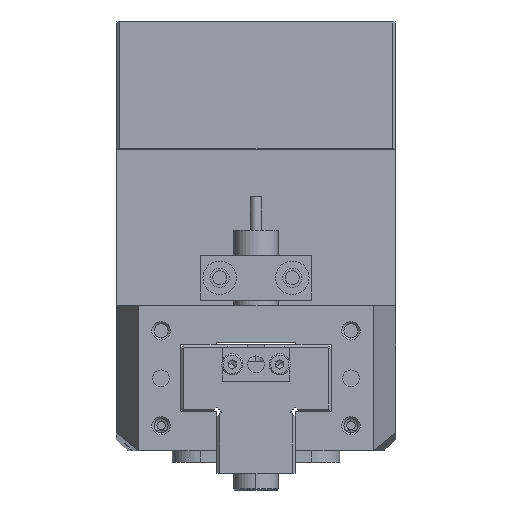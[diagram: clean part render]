
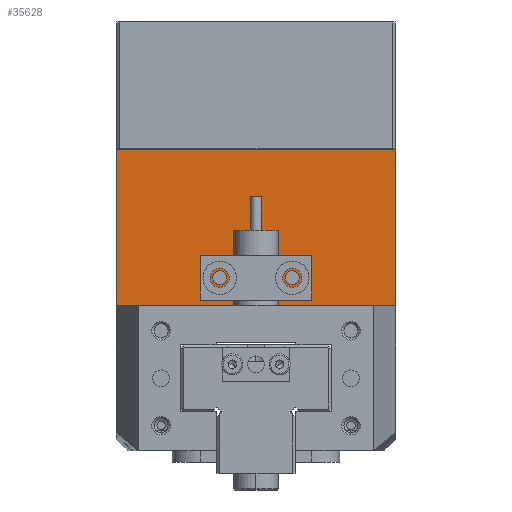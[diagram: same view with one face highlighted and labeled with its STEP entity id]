
A CAD part, left-side view. The second image highlights one B-rep face of the part: STEP entity #35628.
In plain terms, the highlighted planar face has unit normal (-1, 0, 0).
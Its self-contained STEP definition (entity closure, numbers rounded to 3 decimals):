
#257 = AXIS2_PLACEMENT_3D ( 'NONE', #12529, #30948, #15344 ) ;
#1048 = CARTESIAN_POINT ( 'NONE',  ( -33.185, 12.52, 104.161 ) ) ;
#2966 = CARTESIAN_POINT ( 'NONE',  ( -33.185, 12.52, 105.411 ) ) ;
#3190 = PLANE ( 'NONE',  #6764 ) ;
#3278 = EDGE_CURVE ( 'NONE', #13302, #26576, #38272, .T. ) ;
#3491 = CARTESIAN_POINT ( 'NONE',  ( -33.185, -0.48, 102.911 ) ) ;
#4101 = FACE_OUTER_BOUND ( 'NONE', #27188, .T. ) ;
#5196 = CIRCLE ( 'NONE', #9967, 1.25 ) ;
#5214 = VERTEX_POINT ( 'NONE', #21250 ) ;
#5731 = VECTOR ( 'NONE', #24416, 1000. ) ;
#6764 = AXIS2_PLACEMENT_3D ( 'NONE', #9165, #28678, #39959 ) ;
#8022 = VERTEX_POINT ( 'NONE', #24235 ) ;
#8343 = CIRCLE ( 'NONE', #16419, 1.25 ) ;
#8887 = CARTESIAN_POINT ( 'NONE',  ( -33.185, -0.48, 105.411 ) ) ;
#9165 = CARTESIAN_POINT ( 'NONE',  ( -33.185, -18.98, 99.161 ) ) ;
#9952 = FACE_BOUND ( 'NONE', #17551, .T. ) ;
#9967 = AXIS2_PLACEMENT_3D ( 'NONE', #1048, #28819, #10392 ) ;
#10392 = DIRECTION ( 'NONE',  ( 0., 0., 1. ) ) ;
#11782 = ORIENTED_EDGE ( 'NONE', *, *, #12047, .T. ) ;
#12047 = EDGE_CURVE ( 'NONE', #5214, #21215, #20181, .T. ) ;
#12529 = CARTESIAN_POINT ( 'NONE',  ( -33.185, 12.52, 104.161 ) ) ;
#13301 = FACE_BOUND ( 'NONE', #36644, .T. ) ;
#13302 = VERTEX_POINT ( 'NONE', #2966 ) ;
#14848 = LINE ( 'NONE', #27051, #30268 ) ;
#15126 = DIRECTION ( 'NONE',  ( -1., 0., 0. ) ) ;
#15344 = DIRECTION ( 'NONE',  ( 0., 0., 1. ) ) ;
#15661 = EDGE_CURVE ( 'NONE', #5214, #20304, #19116, .T. ) ;
#16067 = VECTOR ( 'NONE', #32927, 1000. ) ;
#16419 = AXIS2_PLACEMENT_3D ( 'NONE', #33552, #15126, #24144 ) ;
#17474 = VERTEX_POINT ( 'NONE', #8887 ) ;
#17551 = EDGE_LOOP ( 'NONE', ( #32866, #39695 ) ) ;
#18756 = DIRECTION ( 'NONE',  ( -1., 0., 0. ) ) ;
#18866 = ORIENTED_EDGE ( 'NONE', *, *, #15661, .F. ) ;
#19116 = LINE ( 'NONE', #35033, #31597 ) ;
#20181 = LINE ( 'NONE', #33568, #5731 ) ;
#20304 = VERTEX_POINT ( 'NONE', #31914 ) ;
#21025 = CARTESIAN_POINT ( 'NONE',  ( -33.185, 12.52, 102.911 ) ) ;
#21215 = VERTEX_POINT ( 'NONE', #25270 ) ;
#21250 = CARTESIAN_POINT ( 'NONE',  ( -33.185, -18.98, 127.161 ) ) ;
#21641 = VERTEX_POINT ( 'NONE', #3491 ) ;
#24144 = DIRECTION ( 'NONE',  ( 0., 0., 1. ) ) ;
#24235 = CARTESIAN_POINT ( 'NONE',  ( -33.185, 31.02, 99.161 ) ) ;
#24260 = LINE ( 'NONE', #33187, #16067 ) ;
#24416 = DIRECTION ( 'NONE',  ( 0., 1., 0. ) ) ;
#24973 = EDGE_CURVE ( 'NONE', #26576, #13302, #5196, .T. ) ;
#25270 = CARTESIAN_POINT ( 'NONE',  ( -33.185, 31.02, 127.161 ) ) ;
#26179 = EDGE_CURVE ( 'NONE', #20304, #8022, #24260, .T. ) ;
#26448 = CIRCLE ( 'NONE', #36866, 1.25 ) ;
#26576 = VERTEX_POINT ( 'NONE', #21025 ) ;
#26896 = EDGE_CURVE ( 'NONE', #21641, #17474, #8343, .T. ) ;
#27051 = CARTESIAN_POINT ( 'NONE',  ( -33.185, 31.02, 99.161 ) ) ;
#27188 = EDGE_LOOP ( 'NONE', ( #11782, #37471, #28980, #18866 ) ) ;
#28678 = DIRECTION ( 'NONE',  ( 1., 0., 0. ) ) ;
#28819 = DIRECTION ( 'NONE',  ( -1., 0., 0. ) ) ;
#28980 = ORIENTED_EDGE ( 'NONE', *, *, #26179, .F. ) ;
#30268 = VECTOR ( 'NONE', #30290, 1000. ) ;
#30290 = DIRECTION ( 'NONE',  ( 0., 0., -1. ) ) ;
#30948 = DIRECTION ( 'NONE',  ( -1., 0., 0. ) ) ;
#31597 = VECTOR ( 'NONE', #35298, 1000. ) ;
#31914 = CARTESIAN_POINT ( 'NONE',  ( -33.185, -18.98, 99.161 ) ) ;
#32299 = EDGE_CURVE ( 'NONE', #21215, #8022, #14848, .T. ) ;
#32866 = ORIENTED_EDGE ( 'NONE', *, *, #34009, .F. ) ;
#32927 = DIRECTION ( 'NONE',  ( 0., 1., 0. ) ) ;
#33187 = CARTESIAN_POINT ( 'NONE',  ( -33.185, -18.98, 99.161 ) ) ;
#33552 = CARTESIAN_POINT ( 'NONE',  ( -33.185, -0.48, 104.161 ) ) ;
#33568 = CARTESIAN_POINT ( 'NONE',  ( -33.185, 6.02, 127.161 ) ) ;
#33826 = DIRECTION ( 'NONE',  ( 0., 0., 1. ) ) ;
#34009 = EDGE_CURVE ( 'NONE', #17474, #21641, #26448, .T. ) ;
#35033 = CARTESIAN_POINT ( 'NONE',  ( -33.185, -18.98, 99.161 ) ) ;
#35298 = DIRECTION ( 'NONE',  ( 0., 0., -1. ) ) ;
#35498 = ORIENTED_EDGE ( 'NONE', *, *, #3278, .F. ) ;
#35628 = ADVANCED_FACE ( 'NONE', ( #9952, #13301, #4101 ), #3190, .F. ) ;
#36644 = EDGE_LOOP ( 'NONE', ( #35498, #38925 ) ) ;
#36866 = AXIS2_PLACEMENT_3D ( 'NONE', #37163, #18756, #33826 ) ;
#37163 = CARTESIAN_POINT ( 'NONE',  ( -33.185, -0.48, 104.161 ) ) ;
#37471 = ORIENTED_EDGE ( 'NONE', *, *, #32299, .T. ) ;
#38272 = CIRCLE ( 'NONE', #257, 1.25 ) ;
#38925 = ORIENTED_EDGE ( 'NONE', *, *, #24973, .F. ) ;
#39695 = ORIENTED_EDGE ( 'NONE', *, *, #26896, .F. ) ;
#39959 = DIRECTION ( 'NONE',  ( 0., 0., -1. ) ) ;
